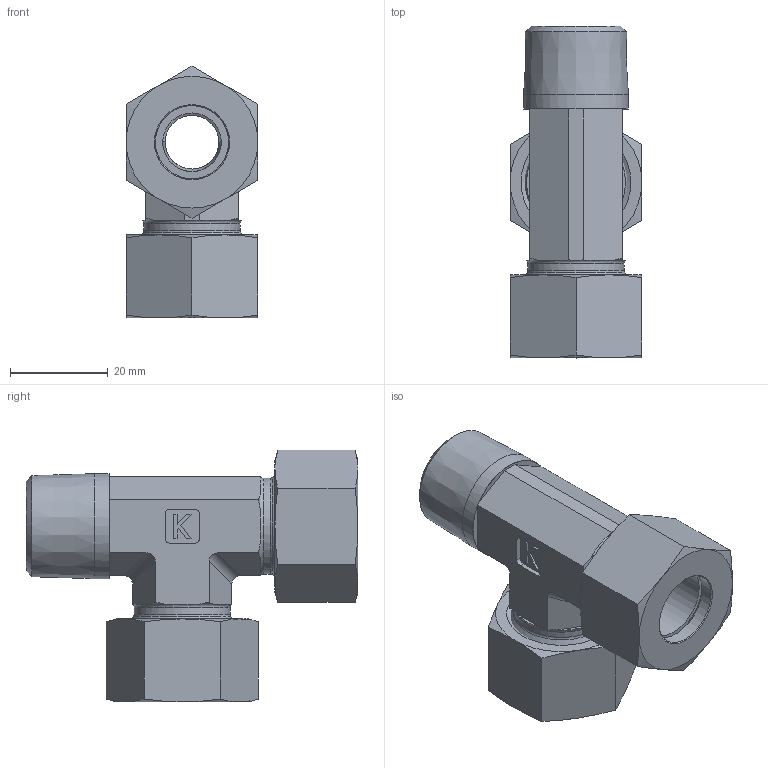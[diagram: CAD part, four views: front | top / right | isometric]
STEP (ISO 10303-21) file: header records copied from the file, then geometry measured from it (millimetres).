
FILE_DESCRIPTION((''),'2;1');
FILE_NAME('2513154822.stp','2014-08-25T11:03:36',(''),('KNOMI spol. s r. o.'),'Autodesk Inventor 2012','Autodesk Inventor 2012','');
FILE_SCHEMA(('AUTOMOTIVE_DESIGN { 1 2 10303 214 0 1 1 1 }'));
Length unit declared in the file: millimetre
Products named in the file (4): TBCR2K 15LRkuž; 40115; 3911522; 2512154822
Assembly tree (5 placements, depth 2):
  TBCR2K 15LRkuž
    40115  x2
    3911522  x2
    2512154822
Bounding box: 27 x 68 x 51.59 mm (x, y, z)
Volume: 29618.5 mm3; surface area: 17866.2 mm2
Topology: 5 solids, 5 shells, 182 faces, 457 edges, 288 vertices
Faces by surface type: plane 92, cone 50, cylinder 30, torus 10
Full cylindrical faces by diameter (mm): 11 x1, 12 x2, 15 x6, 17.3 x2, 19.7 x2, 20 x2, 20.376 x2, 21.518 x1, 22 x2
Entity records: 4528 total; most frequent: CARTESIAN_POINT 929, DIRECTION 694, ORIENTED_EDGE 666, EDGE_CURVE 333, AXIS2_PLACEMENT_3D 274, VERTEX_POINT 231, EDGE_LOOP 194, STYLED_ITEM 150
